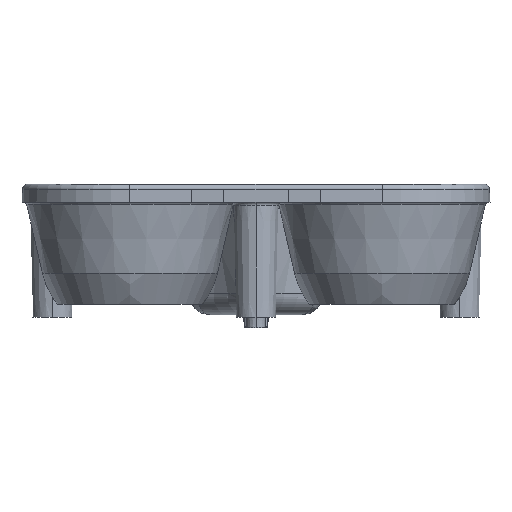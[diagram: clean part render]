
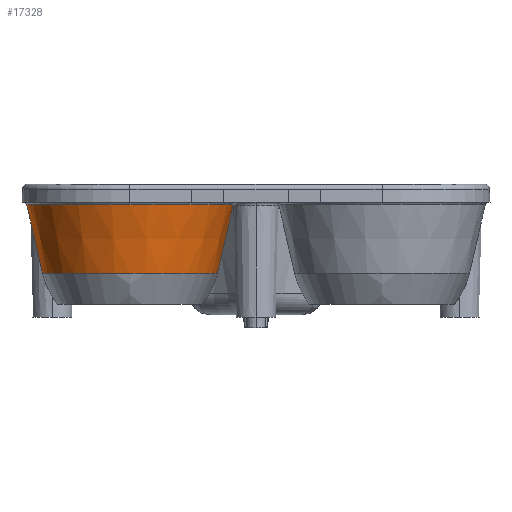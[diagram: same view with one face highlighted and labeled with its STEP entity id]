
A CAD part, front view. The second image highlights one B-rep face of the part: STEP entity #17328.
In plain terms, the highlighted conical face has half-angle 12.97 degrees and reference radius 7.372 mm.
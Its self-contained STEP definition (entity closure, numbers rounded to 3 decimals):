
#5225=CARTESIAN_POINT('',(-19.5,0.,7.706));
#5226=DIRECTION('',(0.,0.,1.));
#5227=DIRECTION('',(-1.,0.,0.));
#5228=AXIS2_PLACEMENT_3D('',#5225,#5226,#5227);
#5230=DIRECTION('',(-0.224,0.,-0.974));
#5231=VECTOR('',#5230,5.445);
#5232=CARTESIAN_POINT('',(-11.517,0.,
7.706));
#5233=LINE('',#5232,#5231);
#5234=DIRECTION('',(0.224,0.,-0.974));
#5235=VECTOR('',#5234,5.445);
#5236=CARTESIAN_POINT('',(-27.483,0.,
7.706));
#5237=LINE('',#5236,#5235);
#5263=CARTESIAN_POINT('',(-19.5,0.,2.4));
#5264=DIRECTION('',(0.,0.,-1.));
#5265=DIRECTION('',(1.,0.,0.));
#5266=AXIS2_PLACEMENT_3D('',#5263,#5264,#5265);
#11848=CARTESIAN_POINT('',(-12.739,0.,2.4));
#11850=VERTEX_POINT('',#11848);
#11852=CARTESIAN_POINT('',(-26.261,0.,2.4));
#11854=VERTEX_POINT('',#11852);
#12070=CARTESIAN_POINT('',(-27.483,0.,7.706));
#12071=CARTESIAN_POINT('',(-11.517,0.,7.706));
#12072=VERTEX_POINT('',#12070);
#12073=VERTEX_POINT('',#12071);
#17314=CARTESIAN_POINT('',(-19.5,0.,5.053));
#17315=DIRECTION('',(0.,0.,1.));
#17316=DIRECTION('',(-1.,0.,0.));
#17317=AXIS2_PLACEMENT_3D('',#17314,#17315,#17316);
#17318=CONICAL_SURFACE('',#17317,7.372,12.97);
#17319=ORIENTED_EDGE('',*,*,#17304,.T.);
#17321=ORIENTED_EDGE('',*,*,#17320,.T.);
#17323=ORIENTED_EDGE('',*,*,#17322,.T.);
#17325=ORIENTED_EDGE('',*,*,#17324,.F.);
#17326=EDGE_LOOP('',(#17319,#17321,#17323,#17325));
#17327=FACE_OUTER_BOUND('',#17326,.F.);
#17328=ADVANCED_FACE('',(#17327),#17318,.T.);
#5229=CIRCLE('',#5228,7.983);
#5267=CIRCLE('',#5266,6.761);
#17304=EDGE_CURVE('',#12072,#12073,#5229,.T.);
#17320=EDGE_CURVE('',#12073,#11850,#5233,.T.);
#17322=EDGE_CURVE('',#11850,#11854,#5267,.T.);
#17324=EDGE_CURVE('',#12072,#11854,#5237,.T.);
